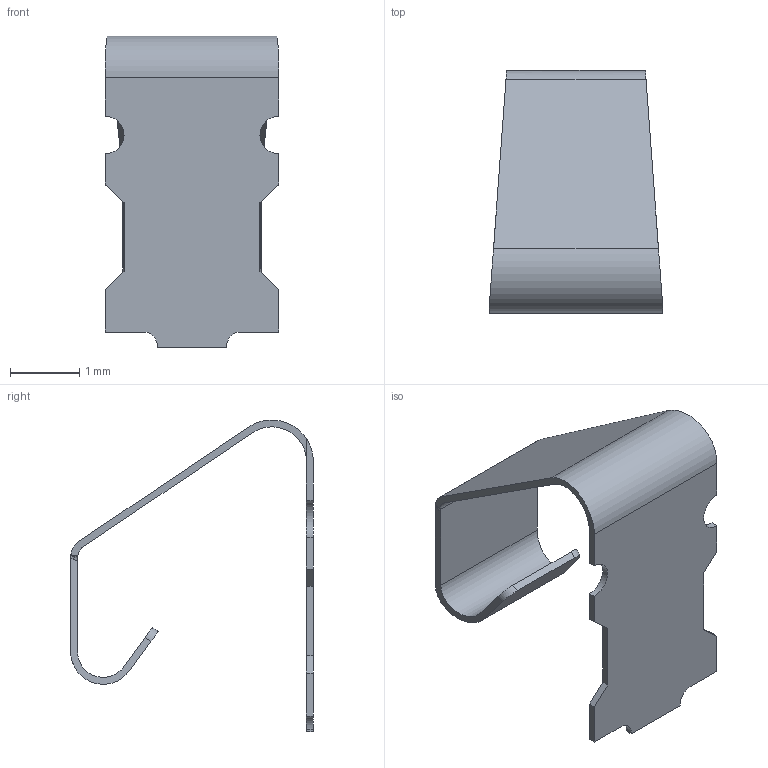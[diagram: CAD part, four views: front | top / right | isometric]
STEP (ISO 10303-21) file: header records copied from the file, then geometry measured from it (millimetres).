
FILE_DESCRIPTION(/* description */ (''),/* implementation_level */ '2;1');
FILE_NAME(/* name */ '331011452535',/* time_stamp */ '2019-01-08T08:34:20+01:00',/* author */ ('WJ'),/* organization */ ('WÃ¼rth Elektronik eiSos GmbH & Co. KG'),/* preprocessor_version */ 'ST-DEVELOPER v16.7',/* originating_system */ 'DEX',/* authorisation */ $);
FILE_SCHEMA (('AUTOMOTIVE_DESIGN {1 0 10303 214 3 1 1}'));
Length unit declared in the file: millimetre
Products named in the file (1): 331011452535
Bounding box: 2.5 x 3.5 x 4.5 mm (x, y, z)
Volume: 2.4 mm3; surface area: 51.1 mm2
Topology: 1 solids, 1 shells, 50 faces, 140 edges, 92 vertices
Faces by surface type: plane 30, cylinder 16, bspline 4
Entity records: 1815 total; most frequent: CARTESIAN_POINT 536, ORIENTED_EDGE 280, DIRECTION 241, EDGE_CURVE 140, VERTEX_POINT 92, LINE 91, VECTOR 91, AXIS2_PLACEMENT_3D 75
